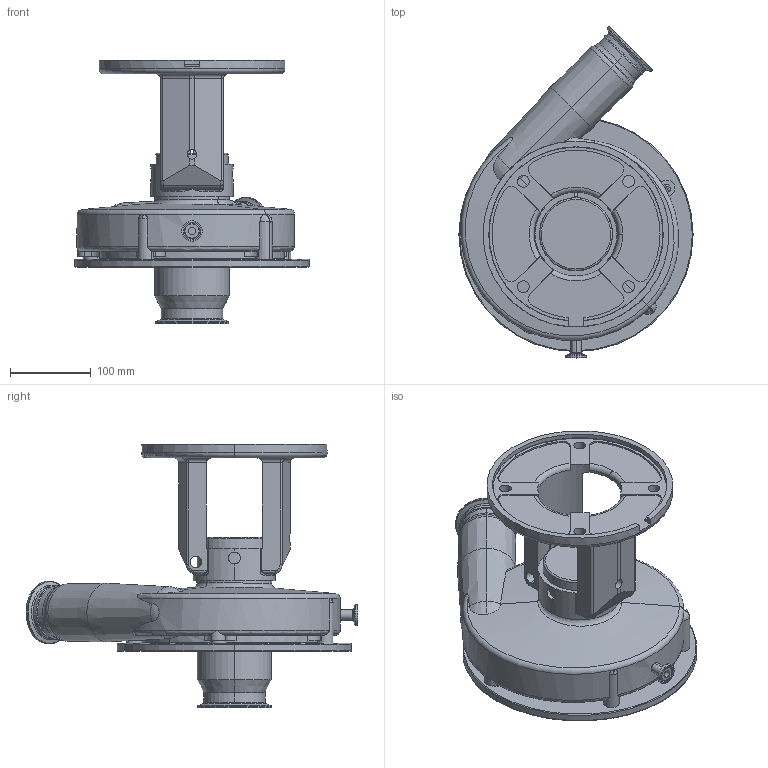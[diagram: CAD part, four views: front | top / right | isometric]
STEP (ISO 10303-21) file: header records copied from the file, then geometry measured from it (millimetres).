
FILE_DESCRIPTION (( 'STEP AP214' ), '1' );
FILE_NAME ('FPR 3541-3542 180-250TC 45L 1-2 IN STR DRAIN.STEP', '2022-12-22T19:46:02', ( '' ), ( '' ), 'SwSTEP 2.0', 'SolidWorks 2021', '' );
FILE_SCHEMA (( 'AUTOMOTIVE_DESIGN' ));
Length unit declared in the file: millimetre
Products named in the file (1): FPR 3541-3542 180-250TC 45L 1-2 IN STR DRAIN
Bounding box: 290 x 410.88 x 326.5 mm (x, y, z)
Volume: 4698614.7 mm3; surface area: 552234.2 mm2
Topology: 1 solids, 2 shells, 402 faces, 1063 edges, 652 vertices
Faces by surface type: cylinder 157, torus 81, plane 80, cone 42, bspline 33, sphere 9
Entity records: 17002 total; most frequent: CARTESIAN_POINT 7167, ORIENTED_EDGE 2106, DIRECTION 2102, EDGE_CURVE 1053, AXIS2_PLACEMENT_3D 879, VERTEX_POINT 652, CIRCLE 509, EDGE_LOOP 433
